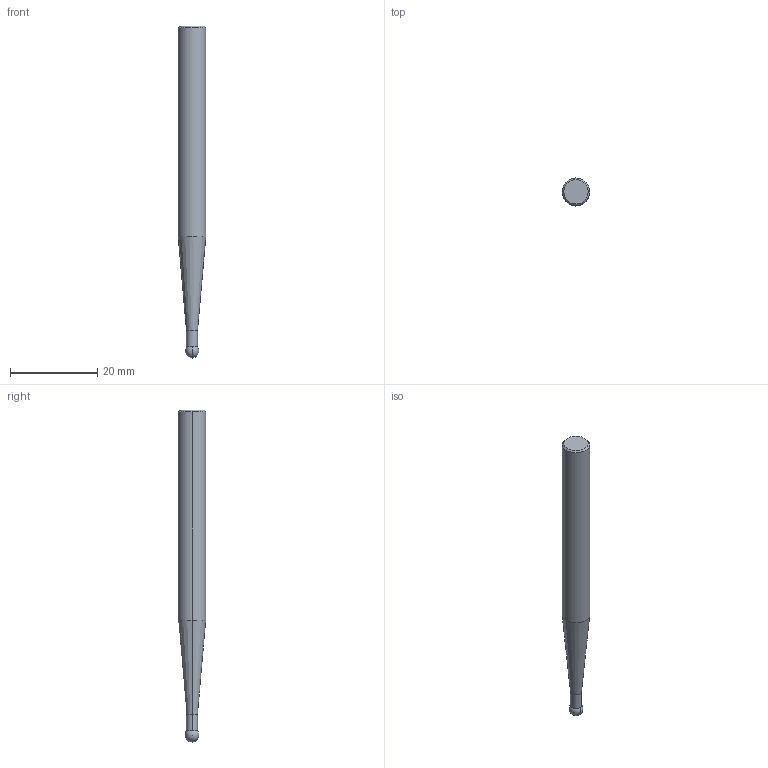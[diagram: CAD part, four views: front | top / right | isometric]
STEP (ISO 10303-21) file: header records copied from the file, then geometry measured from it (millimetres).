
FILE_DESCRIPTION (( 'STEP AP214' ), '1' );
FILE_NAME ('Micro_SBM-125-4X.STEP', '2021-09-02T17:01:06', ( '' ), ( '' ), 'SwSTEP 2.0', 'SolidWorks 2020', '' );
FILE_SCHEMA (( 'AUTOMOTIVE_DESIGN' ));
Length unit declared in the file: inch
Products named in the file (1): Micro_SBM-125-4X
Bounding box: 6.35 x 6.35 x 76.2 mm (x, y, z)
Volume: 1916.8 mm3; surface area: 1348.2 mm2
Topology: 1 solids, 1 shells, 11 faces, 27 edges, 16 vertices
Faces by surface type: cylinder 4, cone 4, sphere 2, plane 1
Entity records: 330 total; most frequent: DIRECTION 60, CARTESIAN_POINT 47, ORIENTED_EDGE 44, AXIS2_PLACEMENT_3D 26, EDGE_CURVE 22, CIRCLE 14, VERTEX_POINT 13, ADVANCED_FACE 11
